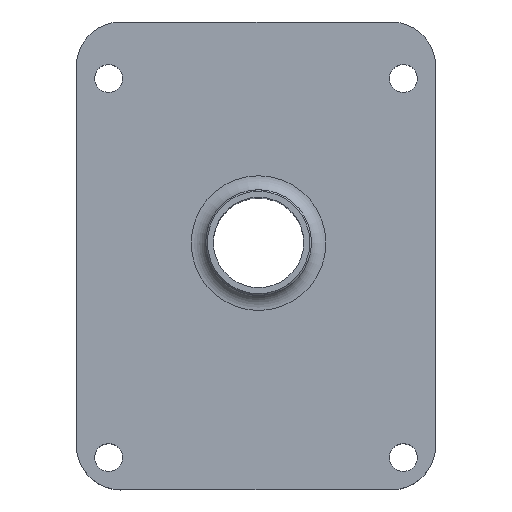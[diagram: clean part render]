
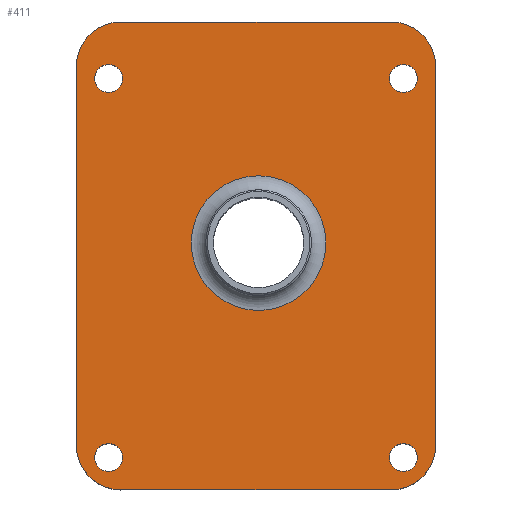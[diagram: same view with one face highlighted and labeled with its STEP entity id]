
A CAD part, front view. The second image highlights one B-rep face of the part: STEP entity #411.
In plain terms, the highlighted planar face has unit normal (0, -1, 0.008).
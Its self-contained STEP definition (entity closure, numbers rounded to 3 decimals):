
#38=FACE_BOUND('',#93,.T.);
#39=FACE_BOUND('',#94,.T.);
#40=FACE_BOUND('',#95,.T.);
#41=FACE_BOUND('',#96,.T.);
#42=FACE_BOUND('',#97,.T.);
#51=PLANE('',#462);
#66=FACE_OUTER_BOUND('',#92,.T.);
#92=EDGE_LOOP('',(#321,#322,#323,#324,#325,#326,#327,#328));
#93=EDGE_LOOP('',(#329));
#94=EDGE_LOOP('',(#330));
#95=EDGE_LOOP('',(#331));
#96=EDGE_LOOP('',(#332));
#97=EDGE_LOOP('',(#333));
#124=LINE('',#680,#150);
#125=LINE('',#684,#151);
#126=LINE('',#688,#152);
#127=LINE('',#692,#153);
#150=VECTOR('',#549,10.);
#151=VECTOR('',#552,10.);
#152=VECTOR('',#555,10.);
#153=VECTOR('',#558,10.);
#181=CIRCLE('',#461,8.35);
#182=CIRCLE('',#463,5.5);
#183=CIRCLE('',#464,5.5);
#184=CIRCLE('',#465,5.5);
#185=CIRCLE('',#466,5.5);
#186=CIRCLE('',#467,1.725);
#187=CIRCLE('',#468,1.725);
#188=CIRCLE('',#469,1.725);
#189=CIRCLE('',#470,1.725);
#209=VERTEX_POINT('',#674);
#210=VERTEX_POINT('',#678);
#211=VERTEX_POINT('',#679);
#212=VERTEX_POINT('',#681);
#213=VERTEX_POINT('',#683);
#214=VERTEX_POINT('',#685);
#215=VERTEX_POINT('',#687);
#216=VERTEX_POINT('',#689);
#217=VERTEX_POINT('',#691);
#218=VERTEX_POINT('',#694);
#219=VERTEX_POINT('',#696);
#220=VERTEX_POINT('',#698);
#221=VERTEX_POINT('',#700);
#251=EDGE_CURVE('',#209,#209,#181,.T.);
#252=EDGE_CURVE('',#210,#211,#124,.T.);
#253=EDGE_CURVE('',#212,#211,#182,.T.);
#254=EDGE_CURVE('',#212,#213,#125,.T.);
#255=EDGE_CURVE('',#214,#213,#183,.T.);
#256=EDGE_CURVE('',#214,#215,#126,.T.);
#257=EDGE_CURVE('',#216,#215,#184,.T.);
#258=EDGE_CURVE('',#216,#217,#127,.T.);
#259=EDGE_CURVE('',#210,#217,#185,.T.);
#260=EDGE_CURVE('',#218,#218,#186,.T.);
#261=EDGE_CURVE('',#219,#219,#187,.T.);
#262=EDGE_CURVE('',#220,#220,#188,.T.);
#263=EDGE_CURVE('',#221,#221,#189,.T.);
#321=ORIENTED_EDGE('',*,*,#252,.T.);
#322=ORIENTED_EDGE('',*,*,#253,.F.);
#323=ORIENTED_EDGE('',*,*,#254,.T.);
#324=ORIENTED_EDGE('',*,*,#255,.F.);
#325=ORIENTED_EDGE('',*,*,#256,.T.);
#326=ORIENTED_EDGE('',*,*,#257,.F.);
#327=ORIENTED_EDGE('',*,*,#258,.T.);
#328=ORIENTED_EDGE('',*,*,#259,.F.);
#329=ORIENTED_EDGE('',*,*,#260,.T.);
#330=ORIENTED_EDGE('',*,*,#261,.T.);
#331=ORIENTED_EDGE('',*,*,#262,.T.);
#332=ORIENTED_EDGE('',*,*,#263,.T.);
#333=ORIENTED_EDGE('',*,*,#251,.F.);
#411=ADVANCED_FACE('',(#66,#38,#39,#40,#41,#42),#51,.T.);
#461=AXIS2_PLACEMENT_3D('',#676,#545,#546);
#462=AXIS2_PLACEMENT_3D('',#677,#547,#548);
#463=AXIS2_PLACEMENT_3D('',#682,#550,#551);
#464=AXIS2_PLACEMENT_3D('',#686,#553,#554);
#465=AXIS2_PLACEMENT_3D('',#690,#556,#557);
#466=AXIS2_PLACEMENT_3D('',#693,#559,#560);
#467=AXIS2_PLACEMENT_3D('',#695,#561,#562);
#468=AXIS2_PLACEMENT_3D('',#697,#563,#564);
#469=AXIS2_PLACEMENT_3D('',#699,#565,#566);
#470=AXIS2_PLACEMENT_3D('',#701,#567,#568);
#545=DIRECTION('center_axis',(0.,-1.,
0.008));
#546=DIRECTION('ref_axis',(1.,0.,0.));
#547=DIRECTION('center_axis',(0.,-1.,
0.008));
#548=DIRECTION('ref_axis',(1.,0.,0.));
#549=DIRECTION('',(0.,0.008,1.));
#550=DIRECTION('center_axis',(0.,1.,-0.008));
#551=DIRECTION('ref_axis',(0.707,0.006,0.707));
#552=DIRECTION('',(-1.,0.,0.));
#553=DIRECTION('center_axis',(0.,1.,-0.008));
#554=DIRECTION('ref_axis',(-0.707,0.006,0.707));
#555=DIRECTION('',(0.,-0.008,-1.));
#556=DIRECTION('center_axis',(0.,1.,-0.008));
#557=DIRECTION('ref_axis',(-0.707,-0.006,-0.707));
#558=DIRECTION('',(1.,0.,0.));
#559=DIRECTION('center_axis',(0.,1.,-0.008));
#560=DIRECTION('ref_axis',(0.707,-0.006,-0.707));
#561=DIRECTION('center_axis',(0.,1.,-0.008));
#562=DIRECTION('ref_axis',(1.,0.,0.));
#563=DIRECTION('center_axis',(0.,1.,-0.008));
#564=DIRECTION('ref_axis',(1.,0.,0.));
#565=DIRECTION('center_axis',(0.,1.,-0.008));
#566=DIRECTION('ref_axis',(1.,0.,0.));
#567=DIRECTION('center_axis',(0.,1.,-0.008));
#568=DIRECTION('ref_axis',(1.,0.,0.));
#674=CARTESIAN_POINT('',(-89.429,-44.406,154.991));
#676=CARTESIAN_POINT('Origin',(-89.429,-44.339,163.341));
#677=CARTESIAN_POINT('Origin',(-89.748,-44.351,161.758));
#678=CARTESIAN_POINT('',(-67.477,-44.54,138.259));
#679=CARTESIAN_POINT('',(-67.477,-44.163,185.258));
#680=CARTESIAN_POINT('',(-67.477,-44.584,132.759));
#681=CARTESIAN_POINT('',(-72.977,-44.118,190.757));
#682=CARTESIAN_POINT('Origin',(-72.977,-44.163,185.258));
#683=CARTESIAN_POINT('',(-106.519,-44.118,190.757));
#684=CARTESIAN_POINT('',(-67.477,-44.118,190.757));
#685=CARTESIAN_POINT('',(-112.019,-44.163,185.258));
#686=CARTESIAN_POINT('Origin',(-106.519,-44.163,185.258));
#687=CARTESIAN_POINT('',(-112.019,-44.54,138.259));
#688=CARTESIAN_POINT('',(-112.019,-44.118,190.757));
#689=CARTESIAN_POINT('',(-106.519,-44.584,132.759));
#690=CARTESIAN_POINT('Origin',(-106.519,-44.54,138.259));
#691=CARTESIAN_POINT('',(-72.977,-44.584,132.759));
#692=CARTESIAN_POINT('',(-112.019,-44.584,132.759));
#693=CARTESIAN_POINT('Origin',(-72.977,-44.54,138.259));
#694=CARTESIAN_POINT('',(-73.202,-44.552,136.759));
#695=CARTESIAN_POINT('Origin',(-71.477,-44.552,136.759));
#696=CARTESIAN_POINT('',(-109.744,-44.175,183.758));
#697=CARTESIAN_POINT('Origin',(-108.019,-44.175,183.758));
#698=CARTESIAN_POINT('',(-109.744,-44.552,136.759));
#699=CARTESIAN_POINT('Origin',(-108.019,-44.552,136.759));
#700=CARTESIAN_POINT('',(-73.202,-44.175,183.758));
#701=CARTESIAN_POINT('Origin',(-71.477,-44.175,183.758));
